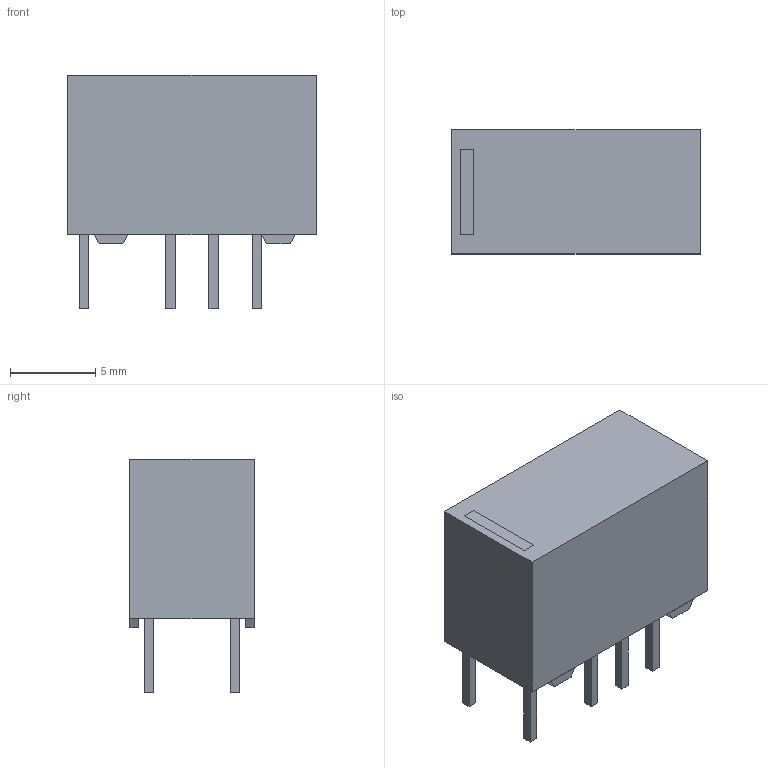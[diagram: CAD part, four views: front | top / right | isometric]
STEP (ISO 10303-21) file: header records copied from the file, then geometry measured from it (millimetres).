
FILE_DESCRIPTION((''),'2;1');
FILE_NAME('REL_TYCO-AXICOM_V23079-A1xxx-B301.stp','2009-04-29T13:41:28',(''),(''),'Mechanical Desktop 2006','Mechanical Desktop 2006',', , ');
FILE_SCHEMA(('AUTOMOTIVE_DESIGN { 1 2 10303 214 0 1 1 1 }'));
Length unit declared in the file: millimetre
Products named in the file (1): Product
Bounding box: 14.6 x 7.3 x 13.7 mm (x, y, z)
Volume: 1008.9 mm3; surface area: 731.2 mm2
Topology: 14 solids, 14 shells, 89 faces, 180 edges, 120 vertices
Faces by surface type: plane 77, bspline 12
Entity records: 2320 total; most frequent: CARTESIAN_POINT 426, ORIENTED_EDGE 360, DIRECTION 336, VECTOR 180, LINE 180, EDGE_CURVE 180, VERTEX_POINT 120, EDGE_LOOP 90
